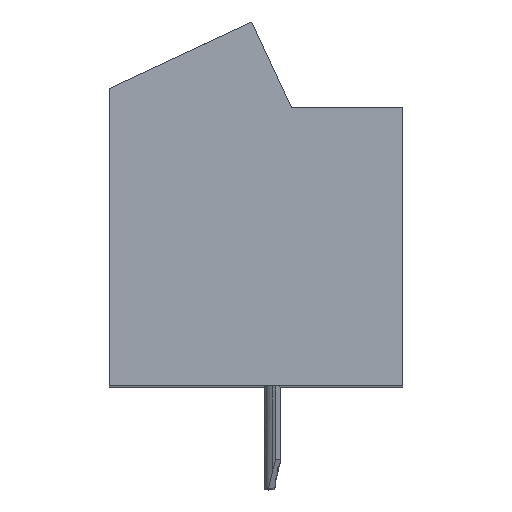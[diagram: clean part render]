
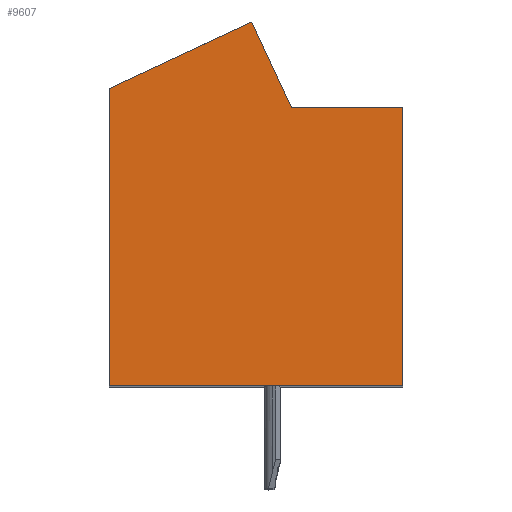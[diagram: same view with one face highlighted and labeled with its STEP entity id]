
A CAD part, top view. The second image highlights one B-rep face of the part: STEP entity #9607.
In plain terms, the highlighted planar face has unit normal (0, 0, 1).
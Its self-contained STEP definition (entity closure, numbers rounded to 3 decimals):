
#3421=DIRECTION('',(-1.,0.,0.));
#3422=VECTOR('',#3421,3.79);
#3423=CARTESIAN_POINT('',(5.002,3.3,26.25));
#3424=LINE('',#3423,#3422);
#3425=DIRECTION('',(0.,1.,0.));
#3426=VECTOR('',#3425,9.5);
#3427=CARTESIAN_POINT('',(5.002,-6.2,26.25));
#3428=LINE('',#3427,#3426);
#3429=DIRECTION('',(1.,0.,0.));
#3430=VECTOR('',#3429,10.);
#3431=CARTESIAN_POINT('',(-4.998,-6.2,26.25));
#3432=LINE('',#3431,#3430);
#3433=DIRECTION('',(0.,-1.,0.));
#3434=VECTOR('',#3433,10.135);
#3435=CARTESIAN_POINT('',(-4.998,3.935,26.25));
#3436=LINE('',#3435,#3434);
#3437=DIRECTION('',(-0.906,-0.423,0.));
#3438=VECTOR('',#3437,5.36);
#3439=CARTESIAN_POINT('',(-0.14,6.2,26.25));
#3440=LINE('',#3439,#3438);
#3441=DIRECTION('',(-0.423,0.906,0.));
#3442=VECTOR('',#3441,3.2);
#3443=CARTESIAN_POINT('',(1.212,3.3,26.25));
#3444=LINE('',#3443,#3442);
#4217=CARTESIAN_POINT('',(5.002,3.3,26.25));
#4218=CARTESIAN_POINT('',(1.212,3.3,26.25));
#4219=VERTEX_POINT('',#4217);
#4220=VERTEX_POINT('',#4218);
#4221=CARTESIAN_POINT('',(-0.14,6.2,26.25));
#4222=VERTEX_POINT('',#4221);
#4223=CARTESIAN_POINT('',(-4.998,3.935,26.25));
#4224=VERTEX_POINT('',#4223);
#4225=CARTESIAN_POINT('',(-4.998,-6.2,26.25));
#4226=VERTEX_POINT('',#4225);
#4227=CARTESIAN_POINT('',(5.002,-6.2,26.25));
#4228=VERTEX_POINT('',#4227);
#9594=CARTESIAN_POINT('',(0.,0.,26.25));
#9595=DIRECTION('',(0.,0.,1.));
#9596=DIRECTION('',(1.,0.,0.));
#9597=AXIS2_PLACEMENT_3D('',#9594,#9595,#9596);
#9598=PLANE('',#9597);
#9599=ORIENTED_EDGE('',*,*,#5406,.F.);
#9600=ORIENTED_EDGE('',*,*,#5421,.F.);
#9601=ORIENTED_EDGE('',*,*,#5435,.F.);
#9602=ORIENTED_EDGE('',*,*,#5596,.F.);
#9603=ORIENTED_EDGE('',*,*,#6206,.F.);
#9604=ORIENTED_EDGE('',*,*,#9588,.F.);
#9605=EDGE_LOOP('',(#9599,#9600,#9601,#9602,#9603,#9604));
#9606=FACE_OUTER_BOUND('',#9605,.F.);
#5406=EDGE_CURVE('',#4219,#4220,#3424,.T.);
#5421=EDGE_CURVE('',#4228,#4219,#3428,.T.);
#5435=EDGE_CURVE('',#4226,#4228,#3432,.T.);
#5596=EDGE_CURVE('',#4224,#4226,#3436,.T.);
#6206=EDGE_CURVE('',#4222,#4224,#3440,.T.);
#9588=EDGE_CURVE('',#4220,#4222,#3444,.T.);
#9607=ADVANCED_FACE('',(#9606),#9598,.T.);
